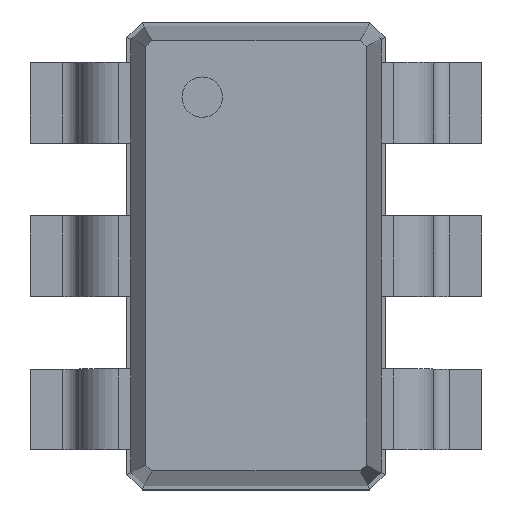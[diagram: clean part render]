
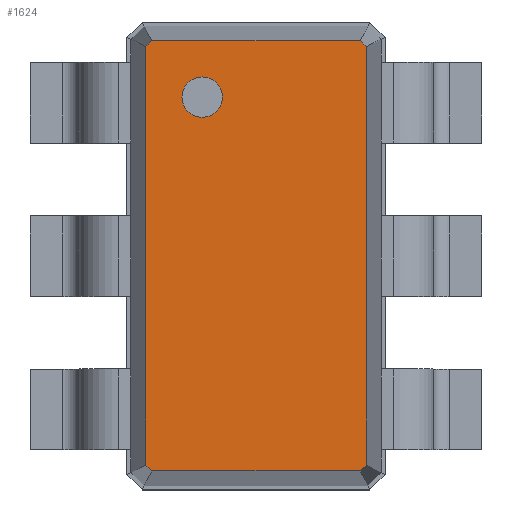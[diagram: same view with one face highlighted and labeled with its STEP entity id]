
A CAD part, top view. The second image highlights one B-rep face of the part: STEP entity #1624.
In plain terms, the highlighted planar face has unit normal (0, 0, 1).
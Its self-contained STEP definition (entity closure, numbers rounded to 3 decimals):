
#890 = VERTEX_POINT('',#891);
#891 = CARTESIAN_POINT('',(0.684,-1.297,1.55));
#896 = EDGE_CURVE('',#897,#890,#899,.T.);
#897 = VERTEX_POINT('',#898);
#898 = CARTESIAN_POINT('',(0.684,1.297,1.55));
#899 = LINE('',#900,#901);
#900 = CARTESIAN_POINT('',(0.684,1.297,1.55));
#901 = VECTOR('',#902,1.);
#902 = DIRECTION('',(0.,-1.,0.));
#1607 = EDGE_CURVE('',#1608,#897,#1610,.T.);
#1608 = VERTEX_POINT('',#1609);
#1609 = CARTESIAN_POINT('',(0.647,1.334,1.55));
#1610 = LINE('',#1611,#1612);
#1611 = CARTESIAN_POINT('',(0.647,1.334,1.55));
#1612 = VECTOR('',#1613,1.);
#1613 = DIRECTION('',(0.707,-0.707,0.));
#1624 = ADVANCED_FACE('',(#1625,#1675),#1686,.T.);
#1625 = FACE_BOUND('',#1626,.T.);
#1626 = EDGE_LOOP('',(#1627,#1635,#1643,#1651,#1659,#1667,#1673,#1674));
#1627 = ORIENTED_EDGE('',*,*,#1628,.F.);
#1628 = EDGE_CURVE('',#1629,#1608,#1631,.T.);
#1629 = VERTEX_POINT('',#1630);
#1630 = CARTESIAN_POINT('',(-0.647,1.334,1.55));
#1631 = LINE('',#1632,#1633);
#1632 = CARTESIAN_POINT('',(-0.647,1.334,1.55));
#1633 = VECTOR('',#1634,1.);
#1634 = DIRECTION('',(1.,0.,0.));
#1635 = ORIENTED_EDGE('',*,*,#1636,.F.);
#1636 = EDGE_CURVE('',#1637,#1629,#1639,.T.);
#1637 = VERTEX_POINT('',#1638);
#1638 = CARTESIAN_POINT('',(-0.684,1.297,1.55));
#1639 = LINE('',#1640,#1641);
#1640 = CARTESIAN_POINT('',(-0.684,1.297,1.55));
#1641 = VECTOR('',#1642,1.);
#1642 = DIRECTION('',(0.707,0.707,0.));
#1643 = ORIENTED_EDGE('',*,*,#1644,.F.);
#1644 = EDGE_CURVE('',#1645,#1637,#1647,.T.);
#1645 = VERTEX_POINT('',#1646);
#1646 = CARTESIAN_POINT('',(-0.684,-1.297,1.55));
#1647 = LINE('',#1648,#1649);
#1648 = CARTESIAN_POINT('',(-0.684,-1.297,1.55));
#1649 = VECTOR('',#1650,1.);
#1650 = DIRECTION('',(0.,1.,0.));
#1651 = ORIENTED_EDGE('',*,*,#1652,.F.);
#1652 = EDGE_CURVE('',#1653,#1645,#1655,.T.);
#1653 = VERTEX_POINT('',#1654);
#1654 = CARTESIAN_POINT('',(-0.647,-1.334,1.55));
#1655 = LINE('',#1656,#1657);
#1656 = CARTESIAN_POINT('',(-0.647,-1.334,1.55));
#1657 = VECTOR('',#1658,1.);
#1658 = DIRECTION('',(-0.707,0.707,0.));
#1659 = ORIENTED_EDGE('',*,*,#1660,.F.);
#1660 = EDGE_CURVE('',#1661,#1653,#1663,.T.);
#1661 = VERTEX_POINT('',#1662);
#1662 = CARTESIAN_POINT('',(0.647,-1.334,1.55));
#1663 = LINE('',#1664,#1665);
#1664 = CARTESIAN_POINT('',(0.647,-1.334,1.55));
#1665 = VECTOR('',#1666,1.);
#1666 = DIRECTION('',(-1.,0.,0.));
#1667 = ORIENTED_EDGE('',*,*,#1668,.F.);
#1668 = EDGE_CURVE('',#890,#1661,#1669,.T.);
#1669 = LINE('',#1670,#1671);
#1670 = CARTESIAN_POINT('',(0.684,-1.297,1.55));
#1671 = VECTOR('',#1672,1.);
#1672 = DIRECTION('',(-0.707,-0.707,0.));
#1673 = ORIENTED_EDGE('',*,*,#896,.F.);
#1674 = ORIENTED_EDGE('',*,*,#1607,.F.);
#1675 = FACE_BOUND('',#1676,.T.);
#1676 = EDGE_LOOP('',(#1677));
#1677 = ORIENTED_EDGE('',*,*,#1678,.F.);
#1678 = EDGE_CURVE('',#1679,#1679,#1681,.T.);
#1679 = VERTEX_POINT('',#1680);
#1680 = CARTESIAN_POINT('',(-0.334,0.859,1.55));
#1681 = CIRCLE('',#1682,0.125);
#1682 = AXIS2_PLACEMENT_3D('',#1683,#1684,#1685);
#1683 = CARTESIAN_POINT('',(-0.334,0.984,1.55));
#1684 = DIRECTION('',(-0.,0.,1.));
#1685 = DIRECTION('',(0.,-1.,0.));
#1686 = PLANE('',#1687);
#1687 = AXIS2_PLACEMENT_3D('',#1688,#1689,#1690);
#1688 = CARTESIAN_POINT('',(-0.647,1.334,1.55));
#1689 = DIRECTION('',(0.,0.,1.));
#1690 = DIRECTION('',(0.436,-0.9,0.));
